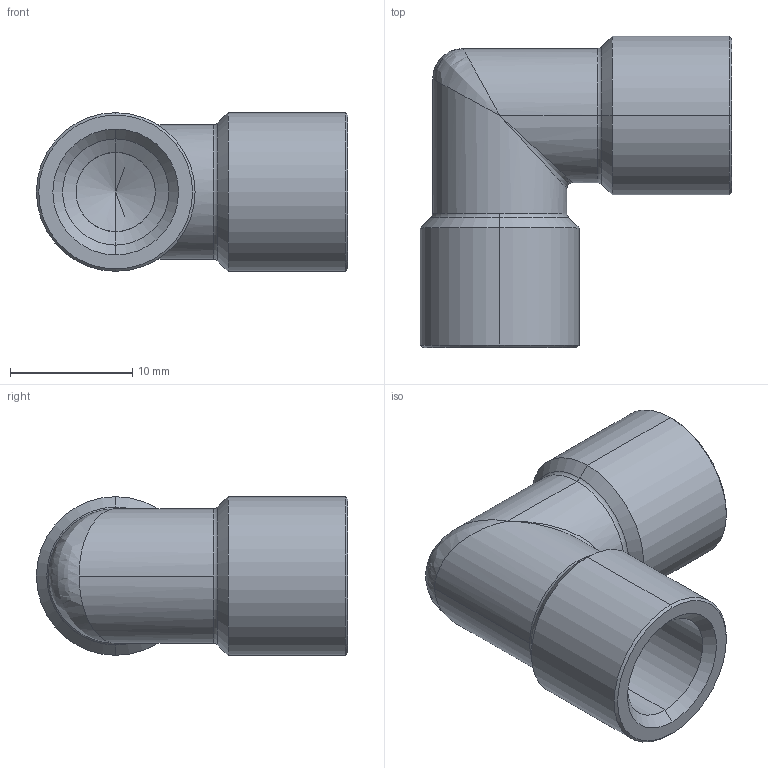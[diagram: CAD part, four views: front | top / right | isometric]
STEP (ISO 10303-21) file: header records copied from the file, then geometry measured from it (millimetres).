
FILE_DESCRIPTION (( 'STEP AP203' ), '1' );
FILE_NAME ('X5110001.STEP', '2011-10-24T16:26:05', ( 'SP' ), ( 'sopra-pneumatic' ), 'SwSTEP 2.0', 'SolidWorks 2011', '' );
FILE_SCHEMA (( 'CONFIG_CONTROL_DESIGN' ));
Length unit declared in the file: millimetre
Products named in the file (1): X5110001
Bounding box: 25.5 x 25.5 x 13 mm (x, y, z)
Volume: 2491.4 mm3; surface area: 2560.5 mm2
Topology: 1 solids, 1 shells, 48 faces, 104 edges, 50 vertices
Faces by surface type: cone 20, cylinder 20, torus 4, bspline 2, plane 2
Entity records: 1485 total; most frequent: CARTESIAN_POINT 427, DIRECTION 226, ORIENTED_EDGE 192, EDGE_CURVE 96, AXIS2_PLACEMENT_3D 93, EDGE_LOOP 50, VERTEX_POINT 50, ADVANCED_FACE 48
